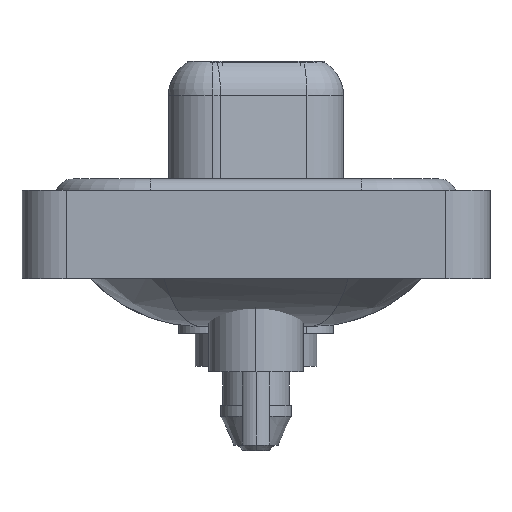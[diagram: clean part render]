
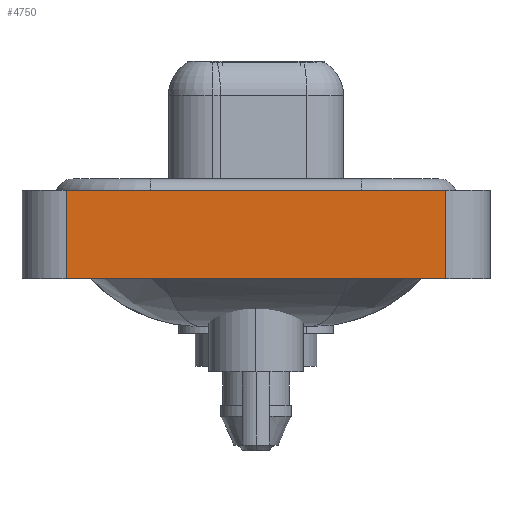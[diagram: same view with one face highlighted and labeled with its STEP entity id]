
A CAD part, left-side view. The second image highlights one B-rep face of the part: STEP entity #4750.
In plain terms, the highlighted planar face has unit normal (-1, 0, 0).
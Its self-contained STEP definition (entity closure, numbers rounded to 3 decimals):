
#385 = EDGE_CURVE ( 'NONE', #9256, #15169, #6369, .T. ) ;
#940 = DIRECTION ( 'NONE',  ( 0., -1., 0. ) ) ;
#1532 = VECTOR ( 'NONE', #10775, 1000. ) ;
#1584 = DIRECTION ( 'NONE',  ( -1., 0., 0. ) ) ;
#1841 = CARTESIAN_POINT ( 'NONE',  ( -7.25, 8.55, -3.6 ) ) ;
#2378 = CARTESIAN_POINT ( 'NONE',  ( -7.25, -8.55, -3.6 ) ) ;
#2610 = ORIENTED_EDGE ( 'NONE', *, *, #6656, .T. ) ;
#4750 = ADVANCED_FACE ( 'NONE', ( #13049 ), #8024, .T. ) ;
#5378 = ORIENTED_EDGE ( 'NONE', *, *, #385, .F. ) ;
#6054 = VECTOR ( 'NONE', #9826, 1000. ) ;
#6369 = LINE ( 'NONE', #7702, #7671 ) ;
#6656 = EDGE_CURVE ( 'NONE', #12613, #15169, #10079, .T. ) ;
#6695 = DIRECTION ( 'NONE',  ( 0., 0., 1. ) ) ;
#6697 = DIRECTION ( 'NONE',  ( 0., -1., 0. ) ) ;
#7671 = VECTOR ( 'NONE', #6697, 1000. ) ;
#7702 = CARTESIAN_POINT ( 'NONE',  ( -7.25, -8.55, 0.4 ) ) ;
#7726 = ORIENTED_EDGE ( 'NONE', *, *, #13597, .F. ) ;
#8024 = PLANE ( 'NONE',  #15229 ) ;
#8195 = LINE ( 'NONE', #1841, #1532 ) ;
#8565 = LINE ( 'NONE', #2378, #12154 ) ;
#9105 = CARTESIAN_POINT ( 'NONE',  ( -7.25, -8.55, -3.6 ) ) ;
#9256 = VERTEX_POINT ( 'NONE', #14670 ) ;
#9826 = DIRECTION ( 'NONE',  ( 0., 0., 1. ) ) ;
#10079 = LINE ( 'NONE', #11424, #6054 ) ;
#10443 = CARTESIAN_POINT ( 'NONE',  ( -7.25, -8.55, -3.6 ) ) ;
#10775 = DIRECTION ( 'NONE',  ( 0., 0., 1. ) ) ;
#11324 = ORIENTED_EDGE ( 'NONE', *, *, #14666, .T. ) ;
#11424 = CARTESIAN_POINT ( 'NONE',  ( -7.25, -8.55, -3.6 ) ) ;
#11857 = CARTESIAN_POINT ( 'NONE',  ( -7.25, 8.55, -3.6 ) ) ;
#12154 = VECTOR ( 'NONE', #940, 1000. ) ;
#12613 = VERTEX_POINT ( 'NONE', #10443 ) ;
#12969 = CARTESIAN_POINT ( 'NONE',  ( -7.25, -8.55, 0.4 ) ) ;
#13049 = FACE_OUTER_BOUND ( 'NONE', #13966, .T. ) ;
#13597 = EDGE_CURVE ( 'NONE', #13986, #9256, #8195, .T. ) ;
#13966 = EDGE_LOOP ( 'NONE', ( #2610, #5378, #7726, #11324 ) ) ;
#13986 = VERTEX_POINT ( 'NONE', #11857 ) ;
#14666 = EDGE_CURVE ( 'NONE', #13986, #12613, #8565, .T. ) ;
#14670 = CARTESIAN_POINT ( 'NONE',  ( -7.25, 8.55, 0.4 ) ) ;
#15169 = VERTEX_POINT ( 'NONE', #12969 ) ;
#15229 = AXIS2_PLACEMENT_3D ( 'NONE', #9105, #1584, #6695 ) ;
